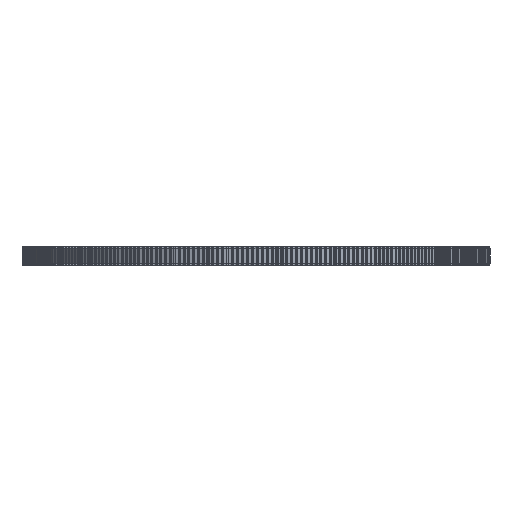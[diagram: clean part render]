
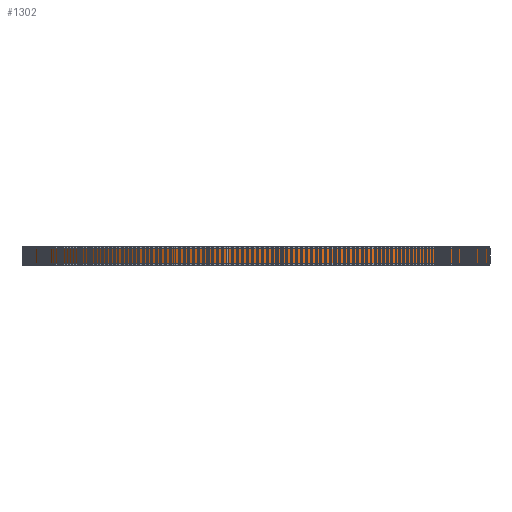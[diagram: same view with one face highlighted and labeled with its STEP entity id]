
A CAD part, left-side view. The second image highlights one B-rep face of the part: STEP entity #1302.
In plain terms, the highlighted cylindrical face has radius 93.901 mm (diameter 187.803 mm), a full revolution.
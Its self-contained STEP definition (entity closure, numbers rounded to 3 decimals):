
#97=FACE_BOUND('',#4848,.T.);
#98=FACE_BOUND('',#4849,.T.);
#1302=ADVANCED_FACE('',(#97,#98),#2483,.T.);
#2483=CYLINDRICAL_SURFACE('',#26103,93.901);
#4848=EDGE_LOOP('',(#14290));
#4849=EDGE_LOOP('',(#14291));
#14290=ORIENTED_EDGE('',*,*,#20194,.T.);
#14291=ORIENTED_EDGE('',*,*,#20195,.T.);
#16652=VERTEX_POINT('',#41460);
#16653=VERTEX_POINT('',#41462);
#20194=EDGE_CURVE('',#16652,#16652,#22556,.T.);
#20195=EDGE_CURVE('',#16653,#16653,#22557,.T.);
#22556=CIRCLE('',#26101,93.901);
#22557=CIRCLE('',#26102,93.901);
#26101=AXIS2_PLACEMENT_3D('',#41459,#34370,#34371);
#26102=AXIS2_PLACEMENT_3D('',#41461,#34372,#34373);
#26103=AXIS2_PLACEMENT_3D('',#41463,#34374,#34375);
#34370=DIRECTION('',(0.,0.,1.));
#34371=DIRECTION('',(1.,0.,0.));
#34372=DIRECTION('',(0.,0.,-1.));
#34373=DIRECTION('',(1.,0.,0.));
#34374=DIRECTION('',(0.,0.,1.));
#34375=DIRECTION('',(1.,0.,0.));
#41459=CARTESIAN_POINT('',(0.,0.,1.));
#41460=CARTESIAN_POINT('',(93.901,0.,1.));
#41461=CARTESIAN_POINT('',(0.,0.,7.));
#41462=CARTESIAN_POINT('',(93.901,0.,7.));
#41463=CARTESIAN_POINT('',(0.,0.,1.));
